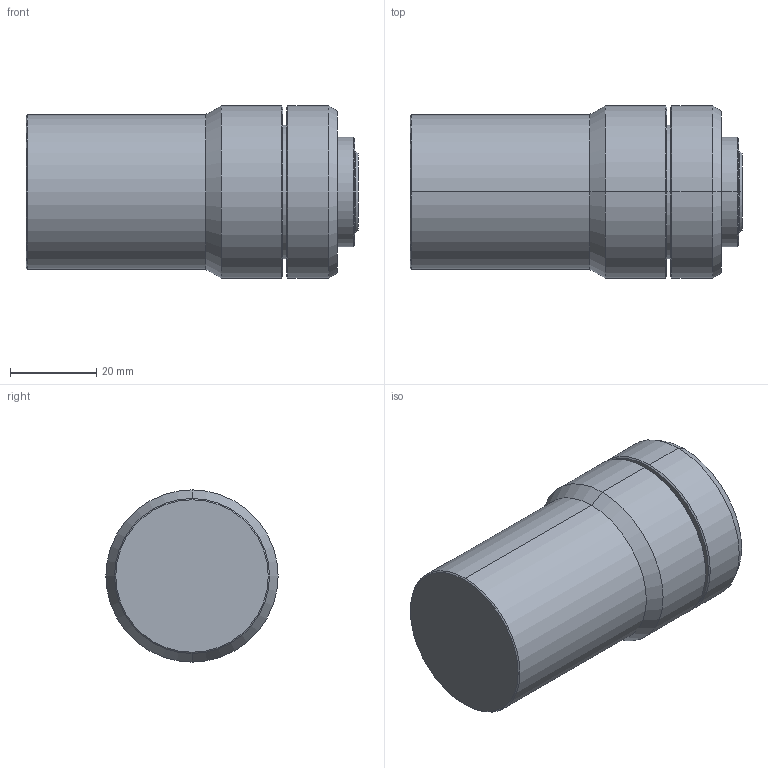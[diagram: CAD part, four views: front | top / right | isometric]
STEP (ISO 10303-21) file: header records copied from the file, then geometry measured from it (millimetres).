
FILE_DESCRIPTION (( 'STEP AP203' ), '1' );
FILE_NAME ('WWT118-10-58.STEP', '2021-01-26T02:14:39', ( 'Windows User' ), ( 'P R C' ), 'SwSTEP 2.0', 'SolidWorks 2017', '' );
FILE_SCHEMA (( 'CONFIG_CONTROL_DESIGN' ));
Length unit declared in the file: millimetre
Products named in the file (1): WWT118-10-58
Bounding box: 77.1 x 40 x 40 mm (x, y, z)
Volume: 82076.5 mm3; surface area: 12011.7 mm2
Topology: 1 solids, 1 shells, 32 faces, 62 edges, 36 vertices
Faces by surface type: cone 14, cylinder 12, plane 6
Entity records: 891 total; most frequent: DIRECTION 164, CARTESIAN_POINT 131, ORIENTED_EDGE 124, AXIS2_PLACEMENT_3D 69, EDGE_CURVE 62, VERTEX_POINT 36, EDGE_LOOP 36, CIRCLE 36
